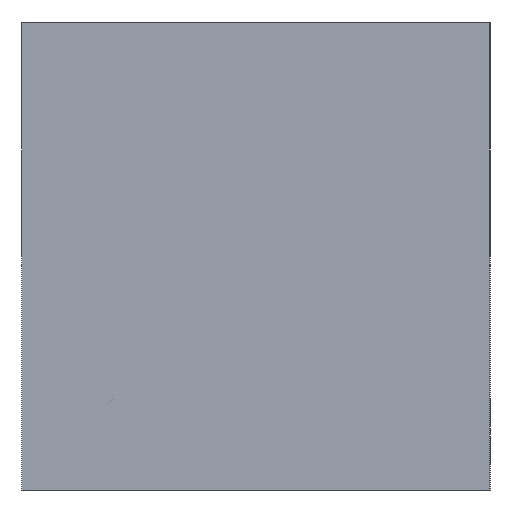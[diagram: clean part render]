
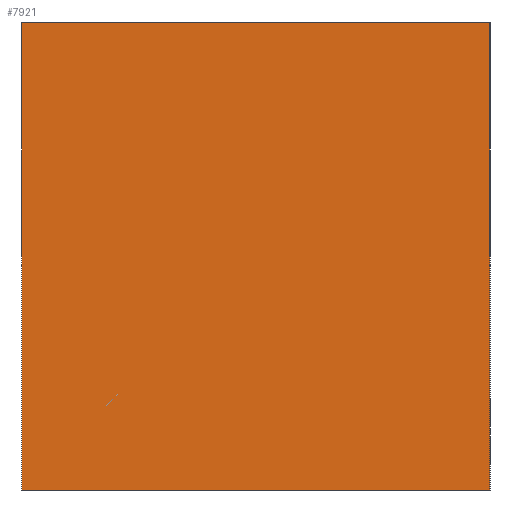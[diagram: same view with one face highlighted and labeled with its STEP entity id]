
A CAD part, left-side view. The second image highlights one B-rep face of the part: STEP entity #7921.
In plain terms, the highlighted planar face has unit normal (-1, 0, 0).
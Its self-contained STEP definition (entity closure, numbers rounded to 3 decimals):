
#483=PLANE('',#8355);
#889=FACE_OUTER_BOUND('',#1341,.T.);
#1341=EDGE_LOOP('',(#7044,#7045,#7046,#7047));
#1627=LINE('',#12432,#2346);
#2067=LINE('',#13750,#2786);
#2068=LINE('',#13751,#2787);
#2069=LINE('',#13752,#2788);
#2346=VECTOR('',#8758,10.);
#2786=VECTOR('',#9904,10.);
#2787=VECTOR('',#9905,10.);
#2788=VECTOR('',#9906,10.);
#3372=VERTEX_POINT('',#12425);
#3375=VERTEX_POINT('',#12430);
#3771=VERTEX_POINT('',#13748);
#3772=VERTEX_POINT('',#13749);
#4276=EDGE_CURVE('',#3375,#3372,#1627,.T.);
#4869=EDGE_CURVE('',#3771,#3772,#2067,.T.);
#4870=EDGE_CURVE('',#3772,#3372,#2068,.T.);
#4871=EDGE_CURVE('',#3771,#3375,#2069,.T.);
#7044=ORIENTED_EDGE('',*,*,#4869,.T.);
#7045=ORIENTED_EDGE('',*,*,#4870,.T.);
#7046=ORIENTED_EDGE('',*,*,#4276,.F.);
#7047=ORIENTED_EDGE('',*,*,#4871,.F.);
#7921=ADVANCED_FACE('',(#889),#483,.T.);
#8355=AXIS2_PLACEMENT_3D('',#13747,#9902,#9903);
#8758=DIRECTION('',(0.,-1.,0.));
#9902=DIRECTION('center_axis',(-1.,0.,0.));
#9903=DIRECTION('ref_axis',(0.,-1.,0.));
#9904=DIRECTION('',(0.,-1.,0.));
#9905=DIRECTION('',(0.,0.,1.));
#9906=DIRECTION('',(0.,0.,1.));
#12425=CARTESIAN_POINT('',(0.,0.,50.8));
#12430=CARTESIAN_POINT('',(0.,50.8,50.8));
#12432=CARTESIAN_POINT('',(0.,50.8,50.8));
#13747=CARTESIAN_POINT('Origin',(0.,50.8,0.));
#13748=CARTESIAN_POINT('',(0.,50.8,0.));
#13749=CARTESIAN_POINT('',(0.,0.,0.));
#13750=CARTESIAN_POINT('',(0.,50.8,0.));
#13751=CARTESIAN_POINT('',(0.,0.,0.));
#13752=CARTESIAN_POINT('',(0.,50.8,0.));
